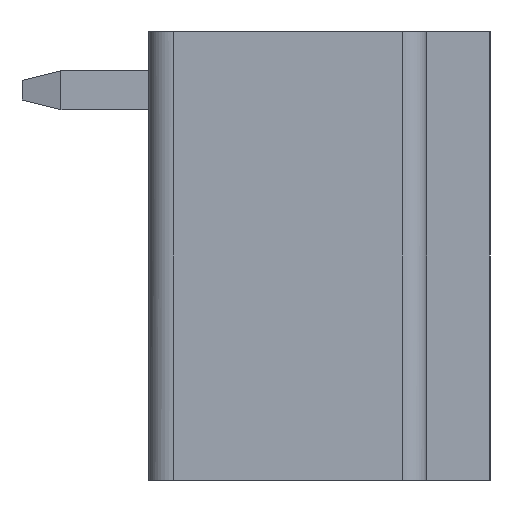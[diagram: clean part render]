
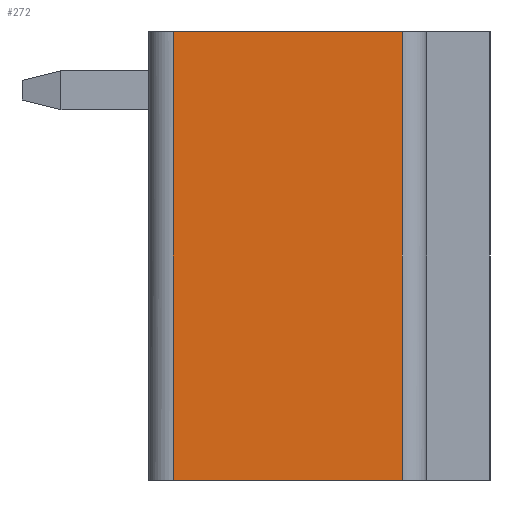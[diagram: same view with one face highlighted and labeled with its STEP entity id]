
A CAD part, left-side view. The second image highlights one B-rep face of the part: STEP entity #272.
In plain terms, the highlighted free-form (B-spline) face has degree [1, 1] with [2, 2] control points.
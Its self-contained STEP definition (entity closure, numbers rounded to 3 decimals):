
#237=CARTESIAN_POINT('',(-27.9,5.316,0.566));
#238=CARTESIAN_POINT('',(-27.9,-5.016,0.566));
#239=CARTESIAN_POINT('',(-27.9,5.316,-9.766));
#240=CARTESIAN_POINT('',(-27.9,-5.016,-9.766));
#241=B_SPLINE_SURFACE_WITH_KNOTS('',1,1,((#237,#238),(#239,#240)),.PLANE_SURF.,.F.,.F.,.U.,(2,2),(2,2),(0.,1.),(0.,1.),.UNSPECIFIED.);
#242=CARTESIAN_POINT('',(-27.9,-2.2,-9.2));
#243=VERTEX_POINT('',#242);
#244=CARTESIAN_POINT('',(-27.9,2.5,-9.2));
#245=VERTEX_POINT('',#244);
#246=CARTESIAN_POINT('',(-27.9,-2.2,-9.2));
#247=CARTESIAN_POINT('',(-27.9,2.5,-9.2));
#248=B_SPLINE_CURVE_WITH_KNOTS('',1,(#246,#247),.POLYLINE_FORM.,.F.,.U.,(2,2),(0.,1.),.UNSPECIFIED.);
#249=EDGE_CURVE('',#243,#245,#248,.T.);
#250=ORIENTED_EDGE('',*,*,#249,.F.);
#251=CARTESIAN_POINT('',(-27.9,-2.2,0.));
#252=VERTEX_POINT('',#251);
#253=CARTESIAN_POINT('',(-27.9,-2.2,-9.2));
#254=CARTESIAN_POINT('',(-27.9,-2.2,0.));
#255=B_SPLINE_CURVE_WITH_KNOTS('',1,(#253,#254),.POLYLINE_FORM.,.F.,.U.,(2,2),(0.,1.),.UNSPECIFIED.);
#256=EDGE_CURVE('',#243,#252,#255,.T.);
#257=ORIENTED_EDGE('',*,*,#256,.T.);
#258=CARTESIAN_POINT('',(-27.9,2.5,0.));
#259=VERTEX_POINT('',#258);
#260=CARTESIAN_POINT('',(-27.9,2.5,0.));
#261=CARTESIAN_POINT('',(-27.9,-2.2,0.));
#262=B_SPLINE_CURVE_WITH_KNOTS('',1,(#260,#261),.POLYLINE_FORM.,.F.,.U.,(2,2),(0.,1.),.UNSPECIFIED.);
#263=EDGE_CURVE('',#259,#252,#262,.T.);
#264=ORIENTED_EDGE('',*,*,#263,.F.);
#265=CARTESIAN_POINT('',(-27.9,2.5,0.));
#266=CARTESIAN_POINT('',(-27.9,2.5,-9.2));
#267=B_SPLINE_CURVE_WITH_KNOTS('',1,(#265,#266),.POLYLINE_FORM.,.F.,.U.,(2,2),(0.,1.),.UNSPECIFIED.);
#268=EDGE_CURVE('',#259,#245,#267,.T.);
#269=ORIENTED_EDGE('',*,*,#268,.T.);
#270=EDGE_LOOP('',(#250,#257,#264,#269));
#271=FACE_OUTER_BOUND('',#270,.T.);
#272=ADVANCED_FACE('',(#271),#241,.T.);
